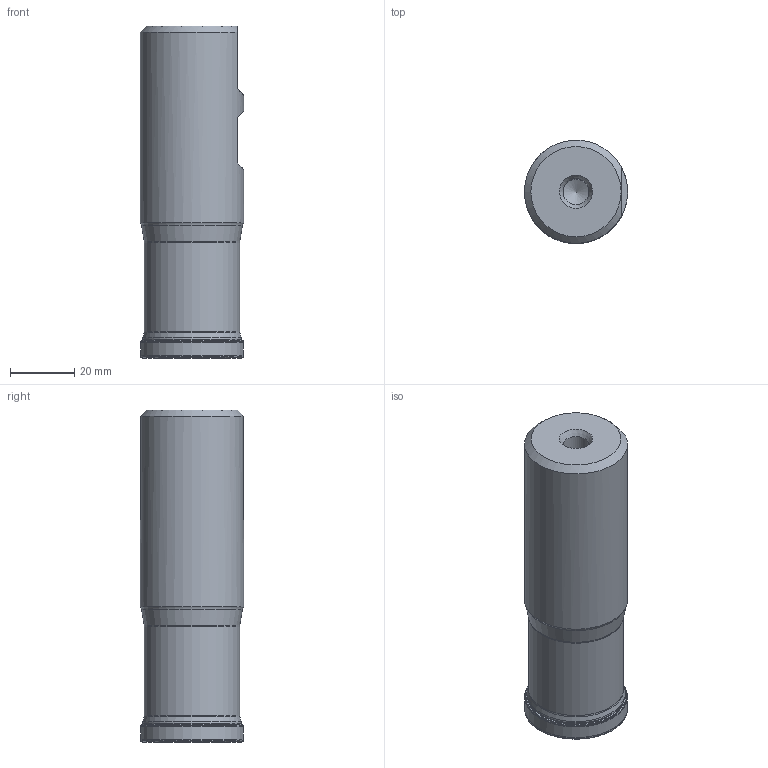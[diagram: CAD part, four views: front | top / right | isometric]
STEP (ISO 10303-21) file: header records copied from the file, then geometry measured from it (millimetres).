
FILE_DESCRIPTION(/* description */ (''),/* implementation_level */ '2;1');
FILE_NAME(/* name */ '32A6R042B32_SSO05O_C_115009662ndi000_00_SIM.stp',/* time_stamp */ '2020-01-30T14:09:43+01:00',/* author */ (''),/* organization */ (''),/* preprocessor_version */ 'ST-DEVELOPER v16.7',/* originating_system */ 'SIEMENS PLM Software NX 12.0',/* authorisation */ '');
FILE_SCHEMA (('AUTOMOTIVE_DESIGN { 1 0 10303 214 3 1 1 1 }'));
Length unit declared in the file: millimetre
Products named in the file (1): lf1904A4877Dx58b
Bounding box: 32 x 32 x 103 mm (x, y, z)
Volume: 75056.1 mm3; surface area: 15392.5 mm2
Topology: 2 solids, 2 shells, 53 faces, 125 edges, 76 vertices
Faces by surface type: revolution 24, plane 8, cone 8, torus 8, cylinder 4, bspline 1
Full cylindrical faces by diameter (mm): 8 x1, 29.537 x1, 30.537 x1, 32 x1
Entity records: 1428 total; most frequent: CARTESIAN_POINT 494, DIRECTION 173, ORIENTED_EDGE 118, EDGE_LOOP 99, FACE_BOUND 93, AXIS2_PLACEMENT_3D 71, EDGE_CURVE 59, VERTEX_POINT 55
